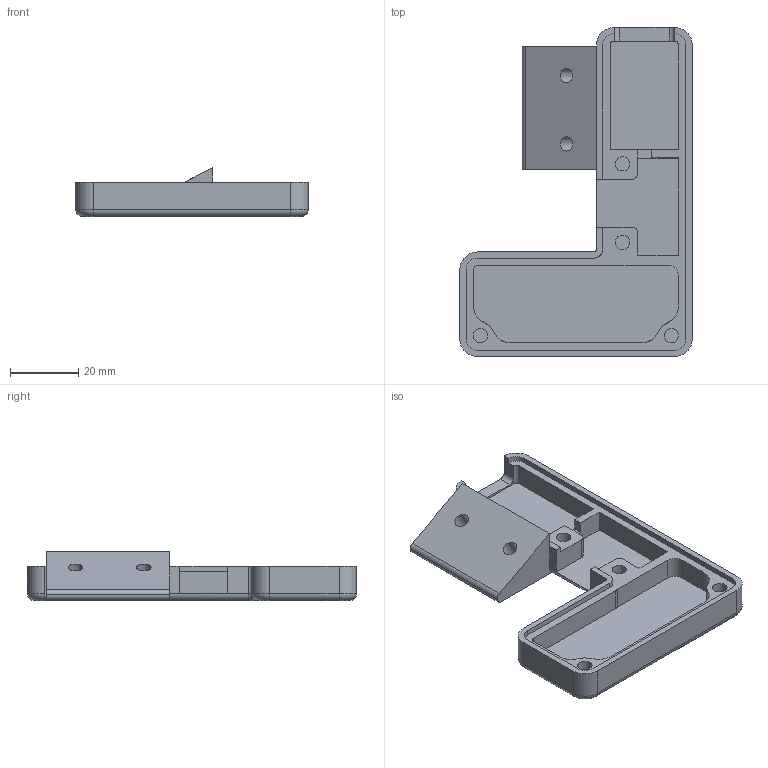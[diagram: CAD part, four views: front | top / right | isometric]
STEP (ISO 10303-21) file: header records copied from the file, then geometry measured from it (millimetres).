
FILE_DESCRIPTION(('HOOPS Exchange Step'),'2;1');
FILE_NAME('Bridges-Thumbcluster-Left.step','2025-11-23T20:01:42+18:00',('me'),('Unknown organisation'),'HOOPS Exchange 2024.2','HOOPS Exchange','Unknown authorisation');
FILE_SCHEMA( ('AP203_CONFIGURATION_CONTROLLED_3D_DESIGN_OF_MECHANICAL_PARTS_AND_ASSEMBLIES_MIM_LF') );
Length unit declared in the file: millimetre
Products named in the file (2): 0; root
Assembly tree (1 placements, depth 2):
  root
    0
Bounding box: 67.95 x 96.3 x 14.36 mm (x, y, z)
Volume: 23421.2 mm3; surface area: 15498.1 mm2
Topology: 1 solids, 1 shells, 99 faces, 259 edges, 169 vertices
Faces by surface type: plane 54, cylinder 37, torus 6, extrusion 2
Full cylindrical faces by diameter (mm): 4.2 x4
Entity records: 3568 total; most frequent: CARTESIAN_POINT 1032, DIRECTION 527, ORIENTED_EDGE 518, EDGE_CURVE 259, AXIS2_PLACEMENT_3D 178, VECTOR 171, VERTEX_POINT 169, LINE 169
